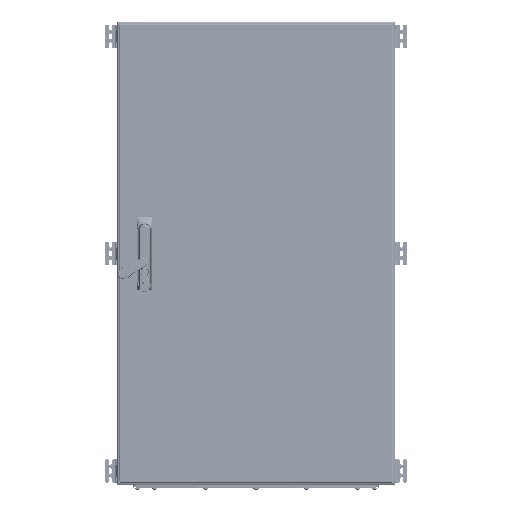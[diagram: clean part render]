
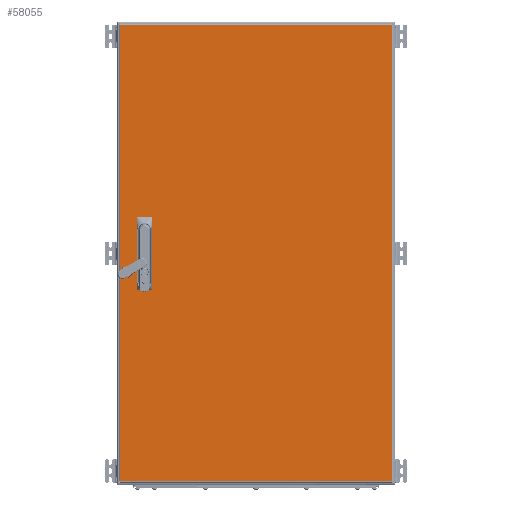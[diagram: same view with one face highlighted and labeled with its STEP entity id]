
A CAD part, top view. The second image highlights one B-rep face of the part: STEP entity #58055.
In plain terms, the highlighted planar face has unit normal (0, 0, 1).
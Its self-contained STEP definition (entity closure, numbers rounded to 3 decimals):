
#154 = VECTOR ( 'NONE', #79846, 1000. ) ;
#946 = FACE_OUTER_BOUND ( 'NONE', #117492, .T. ) ;
#3329 = ORIENTED_EDGE ( 'NONE', *, *, #51176, .F. ) ;
#3633 = VECTOR ( 'NONE', #143530, 1000. ) ;
#3853 = LINE ( 'NONE', #67725, #201188 ) ;
#4110 = LINE ( 'NONE', #66962, #43971 ) ;
#5123 = DIRECTION ( 'NONE',  ( 0., 1., 0. ) ) ;
#6753 = EDGE_CURVE ( 'NONE', #14467, #194687, #93176, .T. ) ;
#8700 = VERTEX_POINT ( 'NONE', #168983 ) ;
#8707 = LINE ( 'NONE', #90075, #102950 ) ;
#9300 = VERTEX_POINT ( 'NONE', #99668 ) ;
#9820 = ORIENTED_EDGE ( 'NONE', *, *, #114153, .T. ) ;
#10412 = CARTESIAN_POINT ( 'NONE',  ( 294.293, 493., 0. ) ) ;
#11371 = ORIENTED_EDGE ( 'NONE', *, *, #150583, .T. ) ;
#14373 = PLANE ( 'NONE',  #21019 ) ;
#14467 = VERTEX_POINT ( 'NONE', #68287 ) ;
#15959 = LINE ( 'NONE', #16976, #154 ) ;
#16976 = CARTESIAN_POINT ( 'NONE',  ( 293., -494.293, 0. ) ) ;
#17775 = ORIENTED_EDGE ( 'NONE', *, *, #83353, .T. ) ;
#19008 = CARTESIAN_POINT ( 'NONE',  ( 0., 25., 0. ) ) ;
#21019 = AXIS2_PLACEMENT_3D ( 'NONE', #94712, #142003, #63793 ) ;
#21815 = DIRECTION ( 'NONE',  ( 0., -1., 0. ) ) ;
#22788 = EDGE_CURVE ( 'NONE', #131122, #8700, #166911, .T. ) ;
#23483 = CARTESIAN_POINT ( 'NONE',  ( 293., 493., 0. ) ) ;
#23513 = CARTESIAN_POINT ( 'NONE',  ( -228.8, -25., 0. ) ) ;
#24745 = ORIENTED_EDGE ( 'NONE', *, *, #39184, .F. ) ;
#26307 = VECTOR ( 'NONE', #190271, 1000. ) ;
#29887 = LINE ( 'NONE', #33982, #134960 ) ;
#33982 = CARTESIAN_POINT ( 'NONE',  ( -294.293, -493., 0. ) ) ;
#37082 = EDGE_CURVE ( 'NONE', #8700, #160185, #8707, .T. ) ;
#39184 = EDGE_CURVE ( 'NONE', #190915, #194687, #164505, .T. ) ;
#39341 = EDGE_LOOP ( 'NONE', ( #126027, #3329, #11371, #17775 ) ) ;
#43971 = VECTOR ( 'NONE', #5123, 1000. ) ;
#44527 = CARTESIAN_POINT ( 'NONE',  ( 293., -493., 0. ) ) ;
#45203 = CARTESIAN_POINT ( 'NONE',  ( 0., 75., 0. ) ) ;
#46239 = VECTOR ( 'NONE', #66423, 1000. ) ;
#46419 = DIRECTION ( 'NONE',  ( 1., 0., 0. ) ) ;
#47786 = VERTEX_POINT ( 'NONE', #60851 ) ;
#48802 = ORIENTED_EDGE ( 'NONE', *, *, #50041, .T. ) ;
#50041 = EDGE_CURVE ( 'NONE', #160185, #129221, #29887, .T. ) ;
#51176 = EDGE_CURVE ( 'NONE', #118899, #9300, #139894, .T. ) ;
#53384 = CARTESIAN_POINT ( 'NONE',  ( -228.8, -25., 0. ) ) ;
#53779 = LINE ( 'NONE', #161843, #80125 ) ;
#58055 = ADVANCED_FACE ( 'NONE', ( #126594, #946, #155435 ), #14373, .F. ) ;
#60851 = CARTESIAN_POINT ( 'NONE',  ( -228.8, 25., 0. ) ) ;
#63793 = DIRECTION ( 'NONE',  ( -1., 0., 0. ) ) ;
#65865 = ORIENTED_EDGE ( 'NONE', *, *, #117339, .T. ) ;
#66423 = DIRECTION ( 'NONE',  ( -1., 0., 0. ) ) ;
#66962 = CARTESIAN_POINT ( 'NONE',  ( -228.8, -75., 0. ) ) ;
#67725 = CARTESIAN_POINT ( 'NONE',  ( -228.8, 0., 0. ) ) ;
#68287 = CARTESIAN_POINT ( 'NONE',  ( -253.8, -75., 0. ) ) ;
#70880 = DIRECTION ( 'NONE',  ( -1., 0., 0. ) ) ;
#71574 = DIRECTION ( 'NONE',  ( 0., -1., 0. ) ) ;
#72264 = DIRECTION ( 'NONE',  ( -1., 0., 0. ) ) ;
#75098 = DIRECTION ( 'NONE',  ( -1., 0., 0. ) ) ;
#79846 = DIRECTION ( 'NONE',  ( 0., 1., 0. ) ) ;
#80125 = VECTOR ( 'NONE', #21815, 1000. ) ;
#80572 = CARTESIAN_POINT ( 'NONE',  ( -293., -493., 0. ) ) ;
#83353 = EDGE_CURVE ( 'NONE', #47786, #107139, #190953, .T. ) ;
#88122 = VECTOR ( 'NONE', #72264, 1000. ) ;
#90075 = CARTESIAN_POINT ( 'NONE',  ( -293., 494.293, 0. ) ) ;
#93176 = LINE ( 'NONE', #155923, #3633 ) ;
#94712 = CARTESIAN_POINT ( 'NONE',  ( 0., 0., 0. ) ) ;
#99668 = CARTESIAN_POINT ( 'NONE',  ( -253.8, 75., 0. ) ) ;
#102950 = VECTOR ( 'NONE', #71574, 1000. ) ;
#104835 = VERTEX_POINT ( 'NONE', #170396 ) ;
#107139 = VERTEX_POINT ( 'NONE', #198835 ) ;
#114153 = EDGE_CURVE ( 'NONE', #129221, #131122, #15959, .T. ) ;
#117339 = EDGE_CURVE ( 'NONE', #104835, #14467, #183171, .T. ) ;
#117492 = EDGE_LOOP ( 'NONE', ( #48802, #9820, #188339, #200027 ) ) ;
#118899 = VERTEX_POINT ( 'NONE', #162459 ) ;
#123731 = ORIENTED_EDGE ( 'NONE', *, *, #6753, .T. ) ;
#126027 = ORIENTED_EDGE ( 'NONE', *, *, #155710, .F. ) ;
#126594 = FACE_BOUND ( 'NONE', #39341, .T. ) ;
#129221 = VERTEX_POINT ( 'NONE', #44527 ) ;
#131122 = VERTEX_POINT ( 'NONE', #23483 ) ;
#134960 = VECTOR ( 'NONE', #46419, 1000. ) ;
#139894 = LINE ( 'NONE', #45203, #26307 ) ;
#142003 = DIRECTION ( 'NONE',  ( 0., 0., -1. ) ) ;
#142864 = DIRECTION ( 'NONE',  ( 0., -1., 0. ) ) ;
#143530 = DIRECTION ( 'NONE',  ( 0., 1., 0. ) ) ;
#150275 = CARTESIAN_POINT ( 'NONE',  ( -253.8, -25., 0. ) ) ;
#150583 = EDGE_CURVE ( 'NONE', #118899, #47786, #3853, .T. ) ;
#155435 = FACE_BOUND ( 'NONE', #178885, .T. ) ;
#155710 = EDGE_CURVE ( 'NONE', #9300, #107139, #53779, .T. ) ;
#155923 = CARTESIAN_POINT ( 'NONE',  ( -253.8, -75., 0. ) ) ;
#156029 = EDGE_CURVE ( 'NONE', #104835, #190915, #4110, .T. ) ;
#160185 = VERTEX_POINT ( 'NONE', #80572 ) ;
#161578 = VECTOR ( 'NONE', #70880, 1000. ) ;
#161843 = CARTESIAN_POINT ( 'NONE',  ( -253.8, 0., 0. ) ) ;
#162459 = CARTESIAN_POINT ( 'NONE',  ( -228.8, 75., 0. ) ) ;
#164505 = LINE ( 'NONE', #53384, #161578 ) ;
#166911 = LINE ( 'NONE', #10412, #88122 ) ;
#168983 = CARTESIAN_POINT ( 'NONE',  ( -293., 493., 0. ) ) ;
#170396 = CARTESIAN_POINT ( 'NONE',  ( -228.8, -75., 0. ) ) ;
#178885 = EDGE_LOOP ( 'NONE', ( #65865, #123731, #24745, #202973 ) ) ;
#183171 = LINE ( 'NONE', #200612, #184912 ) ;
#184912 = VECTOR ( 'NONE', #75098, 1000. ) ;
#188339 = ORIENTED_EDGE ( 'NONE', *, *, #22788, .T. ) ;
#190271 = DIRECTION ( 'NONE',  ( -1., 0., 0. ) ) ;
#190915 = VERTEX_POINT ( 'NONE', #23513 ) ;
#190953 = LINE ( 'NONE', #19008, #46239 ) ;
#194687 = VERTEX_POINT ( 'NONE', #150275 ) ;
#198835 = CARTESIAN_POINT ( 'NONE',  ( -253.8, 25., 0. ) ) ;
#200027 = ORIENTED_EDGE ( 'NONE', *, *, #37082, .T. ) ;
#200612 = CARTESIAN_POINT ( 'NONE',  ( -228.8, -75., 0. ) ) ;
#201188 = VECTOR ( 'NONE', #142864, 1000. ) ;
#202973 = ORIENTED_EDGE ( 'NONE', *, *, #156029, .F. ) ;
